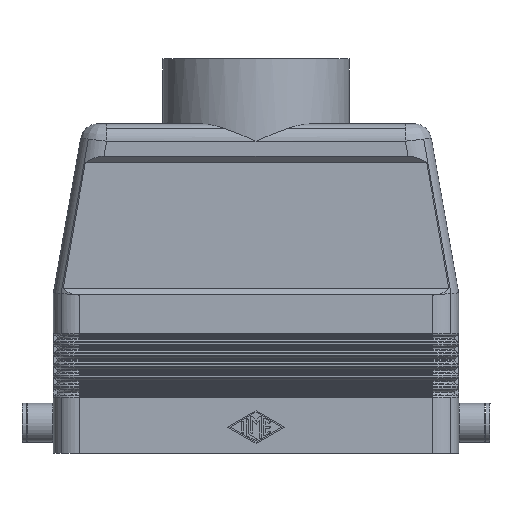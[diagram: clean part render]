
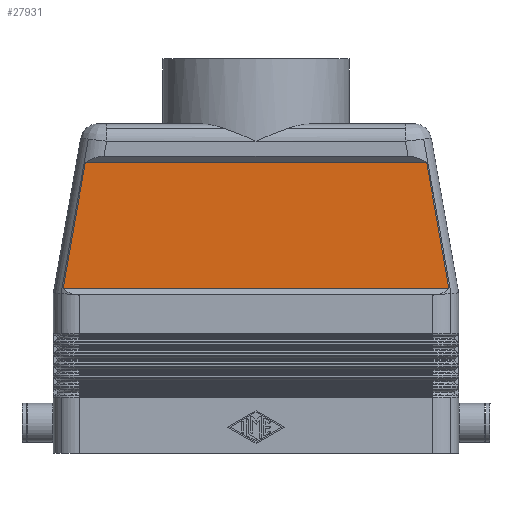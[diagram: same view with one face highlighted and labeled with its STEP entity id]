
A CAD part, front view. The second image highlights one B-rep face of the part: STEP entity #27931.
In plain terms, the highlighted planar face has unit normal (0, -1, 0).
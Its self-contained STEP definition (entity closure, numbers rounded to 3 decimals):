
#152=CARTESIAN_POINT('',(-44.511,-20.,38.));
#153=VERTEX_POINT('',#152);
#161=CARTESIAN_POINT('',(-39.397,-20.,67.0));
#162=VERTEX_POINT('',#161);
#163=CARTESIAN_POINT('',(-44.511,-20.,38.));
#164=DIRECTION('',(0.174,0.0,0.985));
#165=VECTOR('',#164,29.447);
#166=LINE('',#163,#165);
#167=EDGE_CURVE('',#153,#162,#166,.T.);
#514=CARTESIAN_POINT('',(39.397,-20.,67.0));
#515=VERTEX_POINT('',#514);
#523=CARTESIAN_POINT('',(44.511,-20.,38.));
#524=VERTEX_POINT('',#523);
#525=CARTESIAN_POINT('',(39.397,-20.,67.0));
#526=DIRECTION('',(0.174,0.0,-0.985));
#527=VECTOR('',#526,29.447);
#528=LINE('',#525,#527);
#529=EDGE_CURVE('',#515,#524,#528,.T.);
#27887=CARTESIAN_POINT('',(-39.397,-20.,67.0));
#27888=DIRECTION('',(1.0,0.0,0.0));
#27889=VECTOR('',#27888,78.795);
#27890=LINE('',#27887,#27889);
#27891=EDGE_CURVE('',#162,#515,#27890,.T.);
#27911=CARTESIAN_POINT('',(44.511,-20.,38.));
#27912=DIRECTION('',(-1.0,0.0,0.0));
#27913=VECTOR('',#27912,89.022);
#27914=LINE('',#27911,#27913);
#27915=EDGE_CURVE('',#524,#153,#27914,.T.);
#27920=CARTESIAN_POINT('',(0.0,-20.,67.0));
#27921=DIRECTION('',(0.0,1.0,0.0));
#27922=DIRECTION('',(0.0,0.0,1.0));
#27923=AXIS2_PLACEMENT_3D('',#27920,#27921,#27922);
#27924=PLANE('',#27923);
#27925=ORIENTED_EDGE('',*,*,#167,.F.);
#27926=ORIENTED_EDGE('',*,*,#27915,.F.);
#27927=ORIENTED_EDGE('',*,*,#529,.F.);
#27928=ORIENTED_EDGE('',*,*,#27891,.F.);
#27929=EDGE_LOOP('',(#27925,#27926,#27927,#27928));
#27930=FACE_OUTER_BOUND('',#27929,.T.);
#27931=ADVANCED_FACE('',(#27930),#27924,.F.);
